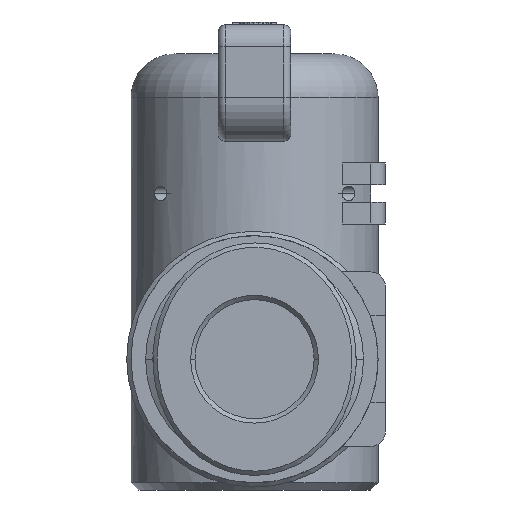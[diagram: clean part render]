
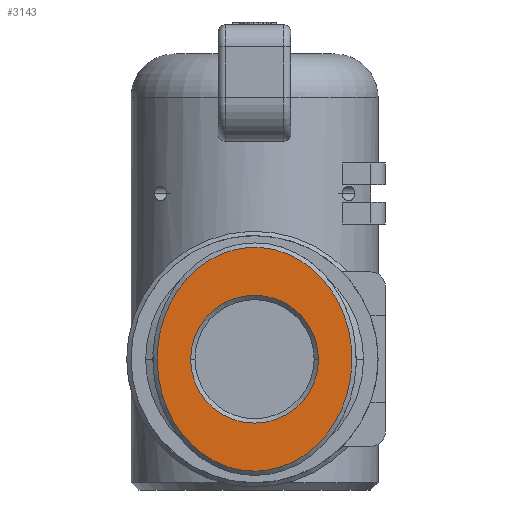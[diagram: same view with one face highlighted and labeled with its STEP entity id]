
A CAD part, front view. The second image highlights one B-rep face of the part: STEP entity #3143.
In plain terms, the highlighted planar face has unit normal (0, -1, 0).
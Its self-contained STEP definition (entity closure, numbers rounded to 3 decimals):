
#2369=CARTESIAN_POINT('',(191.869,-10.9,-12.109));
#2370=VERTEX_POINT('',#2369);
#2379=CARTESIAN_POINT('',(200.669,-10.9,-12.109));
#2380=VERTEX_POINT('',#2379);
#2381=CARTESIAN_POINT('',(196.269,-10.9,-12.109));
#2382=DIRECTION('',(0.0,-1.0,0.0));
#2383=DIRECTION('',(-1.0,0.0,0.0));
#2384=AXIS2_PLACEMENT_3D('',#2381,#2382,#2383);
#2385=CIRCLE('',#2384,4.4);
#2386=EDGE_CURVE('',#2370,#2380,#2385,.T.);
#3043=CARTESIAN_POINT('',(196.269,-10.9,-19.809));
#3044=VERTEX_POINT('',#3043);
#3050=CARTESIAN_POINT('',(196.269,-10.9,-19.809));
#3051=CARTESIAN_POINT('',(195.848,-10.9,-19.809));
#3052=CARTESIAN_POINT('',(195.427,-10.9,-19.763));
#3053=CARTESIAN_POINT('',(194.598,-10.9,-19.582));
#3054=CARTESIAN_POINT('',(194.19,-10.9,-19.445));
#3055=CARTESIAN_POINT('',(193.401,-10.9,-19.085));
#3056=CARTESIAN_POINT('',(193.019,-10.9,-18.86));
#3057=CARTESIAN_POINT('',(192.295,-10.9,-18.328));
#3058=CARTESIAN_POINT('',(191.953,-10.9,-18.019));
#3059=CARTESIAN_POINT('',(191.323,-10.9,-17.327));
#3060=CARTESIAN_POINT('',(191.035,-10.9,-16.942));
#3061=CARTESIAN_POINT('',(190.527,-10.9,-16.11));
#3062=CARTESIAN_POINT('',(190.308,-10.9,-15.661));
#3063=CARTESIAN_POINT('',(189.949,-10.9,-14.718));
#3064=CARTESIAN_POINT('',(189.81,-10.9,-14.222));
#3065=CARTESIAN_POINT('',(189.621,-10.9,-13.205));
#3066=CARTESIAN_POINT('',(189.572,-10.9,-12.684));
#3067=CARTESIAN_POINT('',(189.566,-10.9,-11.639));
#3068=CARTESIAN_POINT('',(189.609,-10.9,-11.115));
#3069=CARTESIAN_POINT('',(189.787,-10.9,-10.091));
#3070=CARTESIAN_POINT('',(189.922,-10.9,-9.59));
#3071=CARTESIAN_POINT('',(190.274,-10.9,-8.632));
#3072=CARTESIAN_POINT('',(190.492,-10.9,-8.176));
#3073=CARTESIAN_POINT('',(190.999,-10.9,-7.328));
#3074=CARTESIAN_POINT('',(191.287,-10.9,-6.935));
#3075=CARTESIAN_POINT('',(191.922,-10.9,-6.229));
#3076=CARTESIAN_POINT('',(192.267,-10.9,-5.914));
#3077=CARTESIAN_POINT('',(192.998,-10.9,-5.371));
#3078=CARTESIAN_POINT('',(193.383,-10.9,-5.143));
#3079=CARTESIAN_POINT('',(194.18,-10.9,-4.777));
#3080=CARTESIAN_POINT('',(194.591,-10.9,-4.639));
#3081=CARTESIAN_POINT('',(195.424,-10.9,-4.455));
#3082=CARTESIAN_POINT('',(195.846,-10.9,-4.409));
#3083=CARTESIAN_POINT('',(196.689,-10.9,-4.409));
#3084=CARTESIAN_POINT('',(197.11,-10.9,-4.455));
#3085=CARTESIAN_POINT('',(197.939,-10.9,-4.637));
#3086=CARTESIAN_POINT('',(198.347,-10.9,-4.773));
#3087=CARTESIAN_POINT('',(199.136,-10.9,-5.133));
#3088=CARTESIAN_POINT('',(199.518,-10.9,-5.358));
#3089=CARTESIAN_POINT('',(200.242,-10.9,-5.89));
#3090=CARTESIAN_POINT('',(200.584,-10.9,-6.199));
#3091=CARTESIAN_POINT('',(201.214,-10.9,-6.891));
#3092=CARTESIAN_POINT('',(201.502,-10.9,-7.275));
#3093=CARTESIAN_POINT('',(202.01,-10.9,-8.108));
#3094=CARTESIAN_POINT('',(202.229,-10.9,-8.556));
#3095=CARTESIAN_POINT('',(202.588,-10.9,-9.5));
#3096=CARTESIAN_POINT('',(202.727,-10.9,-9.996));
#3097=CARTESIAN_POINT('',(202.916,-10.9,-11.012));
#3098=CARTESIAN_POINT('',(202.965,-10.9,-11.534));
#3099=CARTESIAN_POINT('',(202.972,-10.9,-12.579));
#3100=CARTESIAN_POINT('',(202.928,-10.9,-13.102));
#3101=CARTESIAN_POINT('',(202.75,-10.9,-14.127));
#3102=CARTESIAN_POINT('',(202.616,-10.9,-14.628));
#3103=CARTESIAN_POINT('',(202.264,-10.9,-15.585));
#3104=CARTESIAN_POINT('',(202.046,-10.9,-16.042));
#3105=CARTESIAN_POINT('',(201.539,-10.9,-16.89));
#3106=CARTESIAN_POINT('',(201.25,-10.9,-17.282));
#3107=CARTESIAN_POINT('',(200.616,-10.9,-17.989));
#3108=CARTESIAN_POINT('',(200.271,-10.9,-18.304));
#3109=CARTESIAN_POINT('',(199.54,-10.9,-18.847));
#3110=CARTESIAN_POINT('',(199.155,-10.9,-19.075));
#3111=CARTESIAN_POINT('',(198.359,-10.9,-19.441));
#3112=CARTESIAN_POINT('',(197.95,-10.9,-19.579));
#3113=CARTESIAN_POINT('',(197.325,-10.9,-19.717));
#3114=CARTESIAN_POINT('',(197.115,-10.9,-19.751));
#3115=CARTESIAN_POINT('',(196.693,-10.9,-19.798));
#3116=CARTESIAN_POINT('',(196.481,-10.9,-19.809));
#3117=CARTESIAN_POINT('',(196.269,-10.9,-19.809));
#3118=B_SPLINE_CURVE_WITH_KNOTS('',3,(#3050,#3051,#3052,#3053,#3054,#3055,#3056,#3057,#3058,#3059,#3060,#3061,#3062,#3063,#3064,#3065,#3066,#3067,#3068,#3069,#3070,#3071,#3072,#3073,#3074,#3075,#3076,#3077,#3078,#3079,#3080,#3081,#3082,#3083,#3084,#3085,#3086,#3087,#3088,#3089,#3090,#3091,#3092,#3093,#3094,#3095,#3096,#3097,#3098,#3099,#3100,#3101,#3102,#3103,#3104,#3105,#3106,#3107,#3108,#3109,#3110,#3111,#3112,#3113,#3114,#3115,#3116,#3117),.UNSPECIFIED.,.T.,.U.,(4,2,2,2,2,2,2,2,2,2,2,2,2,2,2,2,2,2,2,2,2,2,2,2,2,2,2,2,2,2,2,2,2,4),(0.0,0.19,0.38,0.572,0.766,0.962,1.161,1.362,1.564,1.767,1.969,2.17,2.369,2.566,2.76,2.951,3.141,3.331,3.521,3.713,3.907,4.103,4.302,4.503,4.705,4.908,5.111,5.312,5.511,5.707,5.901,6.092,6.188,6.283),.UNSPECIFIED.);
#3119=EDGE_CURVE('',#3044,#3044,#3118,.T.);
#3125=CARTESIAN_POINT('',(196.269,-10.9,-20.109));
#3126=DIRECTION('',(0.0,-1.0,0.0));
#3127=DIRECTION('',(1.0,0.0,0.0));
#3128=AXIS2_PLACEMENT_3D('',#3125,#3126,#3127);
#3129=PLANE('',#3128);
#3130=ORIENTED_EDGE('',*,*,#3119,.F.);
#3131=EDGE_LOOP('',(#3130));
#3132=FACE_OUTER_BOUND('',#3131,.T.);
#3133=CARTESIAN_POINT('',(196.269,-10.9,-12.109));
#3134=DIRECTION('',(0.0,-1.0,0.0));
#3135=DIRECTION('',(-1.0,0.0,0.0));
#3136=AXIS2_PLACEMENT_3D('',#3133,#3134,#3135);
#3137=CIRCLE('',#3136,4.4);
#3138=EDGE_CURVE('',#2380,#2370,#3137,.T.);
#3139=ORIENTED_EDGE('',*,*,#3138,.F.);
#3140=ORIENTED_EDGE('',*,*,#2386,.F.);
#3141=EDGE_LOOP('',(#3139,#3140));
#3142=FACE_BOUND('',#3141,.T.);
#3143=ADVANCED_FACE('',(#3132,#3142),#3129,.T.);
